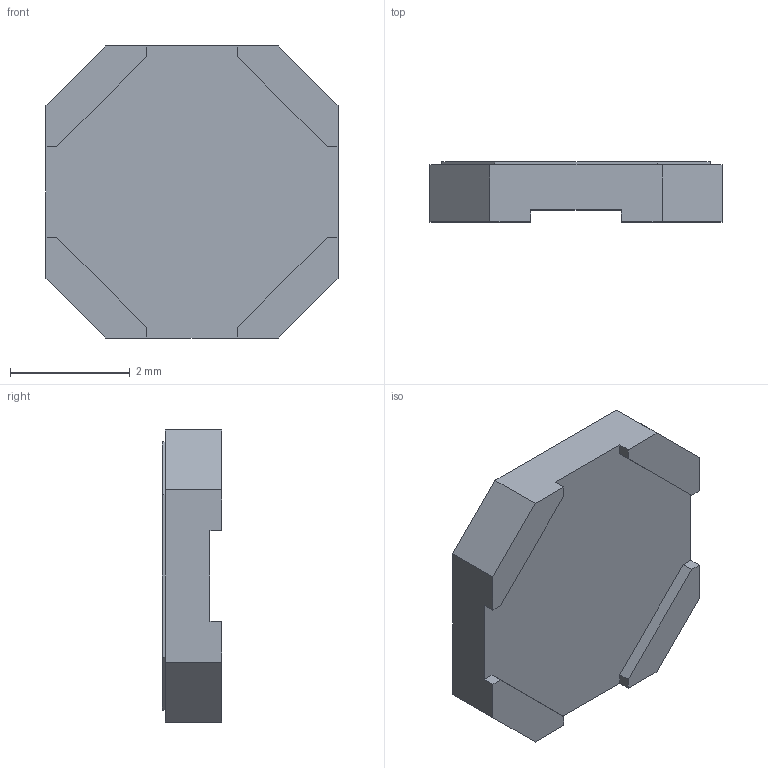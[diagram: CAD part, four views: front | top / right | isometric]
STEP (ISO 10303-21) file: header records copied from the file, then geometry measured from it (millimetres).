
FILE_DESCRIPTION (( 'STEP AP214' ), '1' );
FILE_NAME ('Coilcraft-LPD5010.STEP', '2018-12-31T13:09:51', ( '' ), ( '' ), 'SwSTEP 2.0', 'SolidWorks 2018', '' );
FILE_SCHEMA (( 'AUTOMOTIVE_DESIGN' ));
Length unit declared in the file: millimetre
Products named in the file (1): Coilcraft-LPD5010
Bounding box: 4.88 x 1 x 4.88 mm (x, y, z)
Volume: 18.2 mm3; surface area: 61.5 mm2
Topology: 1 solids, 1 shells, 100 faces, 244 edges, 153 vertices
Faces by surface type: plane 63, bspline 35, cylinder 2
Entity records: 4197 total; most frequent: CARTESIAN_POINT 1681, ORIENTED_EDGE 488, DIRECTION 310, EDGE_CURVE 244, LINE 170, VECTOR 170, VERTEX_POINT 153, EDGE_LOOP 107
